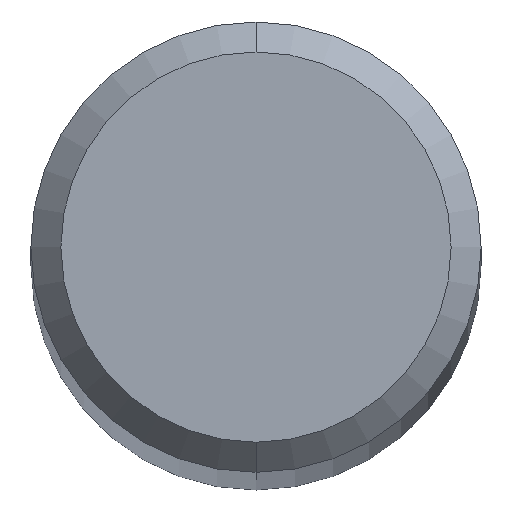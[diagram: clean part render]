
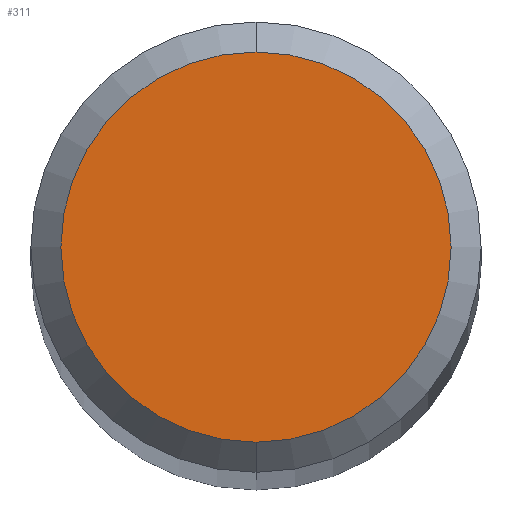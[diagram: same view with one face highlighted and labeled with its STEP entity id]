
A CAD part, top view. The second image highlights one B-rep face of the part: STEP entity #311.
In plain terms, the highlighted planar face has unit normal (0, 0, 1).
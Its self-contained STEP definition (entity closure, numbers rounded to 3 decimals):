
#157=VERTEX_POINT('',#413);
#209=EDGE_CURVE('',#157,#281,#472,.T.);
#225=EDGE_CURVE('',#281,#157,#491,.T.);
#281=VERTEX_POINT('',#554);
#311=ADVANCED_FACE('',(#586),#587,.T.);
#413=CARTESIAN_POINT('',(0.0,1.95,0.0));
#472=CIRCLE('',#771,1.95);
#491=CIRCLE('',#791,1.95);
#554=CARTESIAN_POINT('',(0.,-1.95,0.0));
#586=FACE_OUTER_BOUND('',#915,.T.);
#587=PLANE('',#916);
#771=AXIS2_PLACEMENT_3D('',#1119,#1120,#1121);
#791=AXIS2_PLACEMENT_3D('',#1150,#1151,#1152);
#915=EDGE_LOOP('',(#1256,#1257));
#916=AXIS2_PLACEMENT_3D('',#1258,#1259,#1260);
#1119=CARTESIAN_POINT('',(0.0,0.0,0.0));
#1120=DIRECTION('',(0.0,0.0,-1.0));
#1121=DIRECTION('',(0.0,1.0,0.0));
#1150=CARTESIAN_POINT('',(0.0,0.0,0.0));
#1151=DIRECTION('',(0.0,0.0,-1.0));
#1152=DIRECTION('',(0.0,1.0,0.0));
#1256=ORIENTED_EDGE('',*,*,#209,.F.);
#1257=ORIENTED_EDGE('',*,*,#225,.F.);
#1258=CARTESIAN_POINT('',(0.0,0.975,0.0));
#1259=DIRECTION('',(-0.0,0.0,1.0));
#1260=DIRECTION('',(0.0,-1.0,0.0));
